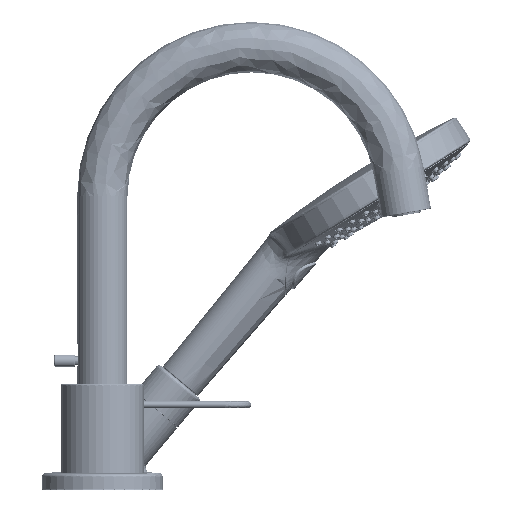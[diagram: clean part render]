
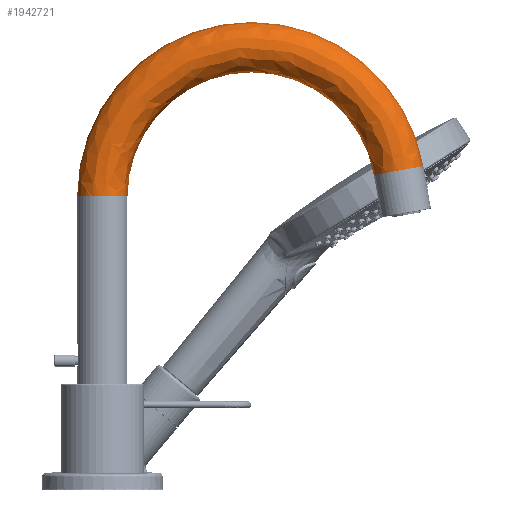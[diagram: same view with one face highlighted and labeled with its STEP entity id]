
A CAD part, front view. The second image highlights one B-rep face of the part: STEP entity #1942721.
In plain terms, the highlighted free-form (B-spline) face has degree [2, 2] with [5, 5] control points.
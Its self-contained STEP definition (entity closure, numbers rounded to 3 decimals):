
#1941516=CARTESIAN_POINT(' ',(156.414,0.,120.462));
#1941517=VERTEX_POINT(' ',#1941516);
#1941556=CARTESIAN_POINT(' ',(184.973,0.,125.498));
#1941557=VERTEX_POINT(' ',#1941556);
#1941966=CARTESIAN_POINT(' ',(170.693,0.,122.98));
#1941971=DIRECTION(' ',(0.174,0.,-0.985));
#1941976=DIRECTION(' ',(0.985,0.,0.174));
#1941981=AXIS2_PLACEMENT_3D(' ',#1941966,#1941971,#1941976);
#1941986=CIRCLE('',#1941981,14.5);
#1941991=EDGE_CURVE(' ',#1941557,#1941517,#1941986,.T.);
#1942156=CARTESIAN_POINT(' ',(86.,0.,108.046));
#1942161=DIRECTION(' ',(0.,1.,0.));
#1942166=DIRECTION(' ',(-1.,0.,0.));
#1942171=AXIS2_PLACEMENT_3D(' ',#1942156,#1942161,#1942166);
#1942176=CIRCLE('',#1942171,71.5);
#1942181=CARTESIAN_POINT(' ',(14.5,0.,108.046));
#1942182=VERTEX_POINT(' ',#1942181);
#1942186=EDGE_CURVE(' ',#1942182,#1941517,#1942176,.T.);
#1942221=CARTESIAN_POINT(' ',(-14.5,0.,108.046));
#1942222=VERTEX_POINT(' ',#1942221);
#1942236=CARTESIAN_POINT(' ',(86.,0.,108.046));
#1942241=DIRECTION(' ',(0.,1.,0.));
#1942246=DIRECTION(' ',(-1.,0.,0.));
#1942251=AXIS2_PLACEMENT_3D(' ',#1942236,#1942241,#1942246);
#1942256=CIRCLE('',#1942251,100.5);
#1942261=EDGE_CURVE(' ',#1942222,#1941557,#1942256,.T.);
#1942531=CARTESIAN_POINT(' ',(-14.5,0.,108.046));
#1942536=CARTESIAN_POINT(' ',(-14.5,0.,200.137));
#1942541=CARTESIAN_POINT(' ',(77.241,0.,208.163));
#1942546=CARTESIAN_POINT(' ',(168.982,0.,216.19));
#1942551=CARTESIAN_POINT(' ',(184.973,0.,125.498));
#1942556=CARTESIAN_POINT(' ',(-14.5,-14.5,108.046));
#1942561=CARTESIAN_POINT(' ',(-14.5,-14.5,200.137));
#1942566=CARTESIAN_POINT(' ',(77.241,-14.5,208.163));
#1942571=CARTESIAN_POINT(' ',(168.982,-14.5,216.19));
#1942576=CARTESIAN_POINT(' ',(184.973,-14.5,125.498));
#1942581=CARTESIAN_POINT(' ',(0.,-14.5,108.046));
#1942586=CARTESIAN_POINT(' ',(0.,-14.5,186.85));
#1942591=CARTESIAN_POINT(' ',(78.505,-14.5,193.719));
#1942596=CARTESIAN_POINT(' ',(157.009,-14.5,200.587));
#1942601=CARTESIAN_POINT(' ',(170.693,-14.5,122.98));
#1942606=CARTESIAN_POINT(' ',(14.5,-14.5,108.046));
#1942611=CARTESIAN_POINT(' ',(14.5,-14.5,173.564));
#1942616=CARTESIAN_POINT(' ',(79.768,-14.5,179.274));
#1942621=CARTESIAN_POINT(' ',(145.037,-14.5,184.984));
#1942626=CARTESIAN_POINT(' ',(156.414,-14.5,120.462));
#1942631=CARTESIAN_POINT(' ',(14.5,0.,108.046));
#1942636=CARTESIAN_POINT(' ',(14.5,0.,173.564));
#1942641=CARTESIAN_POINT(' ',(79.768,0.,179.274));
#1942646=CARTESIAN_POINT(' ',(145.037,0.,184.984));
#1942651=CARTESIAN_POINT(' ',(156.414,0.,120.462));
#1942656=(BOUNDED_SURFACE()B_SPLINE_SURFACE(2,2,((#1942531,#1942536,#1942541,#1942546,#1942551),(#1942556,#1942561,#1942566,#1942571,#1942576),(#1942581,#1942586,#1942591,#1942596,#1942601),(#1942606,#1942611,#1942616,#1942621,#1942626),(#1942631,#1942636,#1942641,#1942646,#1942651)),.UNSPECIFIED.,.F.,.F.,.U.)B_SPLINE_SURFACE_WITH_KNOTS((3,2,3),(3,2,3),(0.,0.5,1.),(0.,0.5,1.),.UNSPECIFIED.)GEOMETRIC_REPRESENTATION_ITEM()RATIONAL_B_SPLINE_SURFACE(((1.,0.737,1.,0.737,1.),(0.707,0.521,0.707,0.521,0.707),(1.,0.737,1.,0.737,1.),(0.707,0.521,0.707,0.521,0.707),(1.,0.737,1.,0.737,1.)))REPRESENTATION_ITEM(' ')SURFACE());
#1942661=ORIENTED_EDGE(' ',*,*,#1942261,.F.);
#1942666=CARTESIAN_POINT(' ',(0.,0.,108.046));
#1942671=DIRECTION(' ',(0.,-0.,1.));
#1942676=DIRECTION(' ',(-1.,0.,0.));
#1942681=AXIS2_PLACEMENT_3D(' ',#1942666,#1942671,#1942676);
#1942686=CIRCLE('',#1942681,14.5);
#1942691=EDGE_CURVE(' ',#1942222,#1942182,#1942686,.T.);
#1942696=ORIENTED_EDGE(' ',*,*,#1942691,.T.);
#1942701=ORIENTED_EDGE(' ',*,*,#1942186,.T.);
#1942706=ORIENTED_EDGE(' ',*,*,#1941991,.F.);
#1942711=EDGE_LOOP(' ',(#1942661,#1942696,#1942701,#1942706));
#1942716=FACE_OUTER_BOUND(' ',#1942711,.T.);
#1942721=ADVANCED_FACE('',(#1942716),#1942656,.T.);
